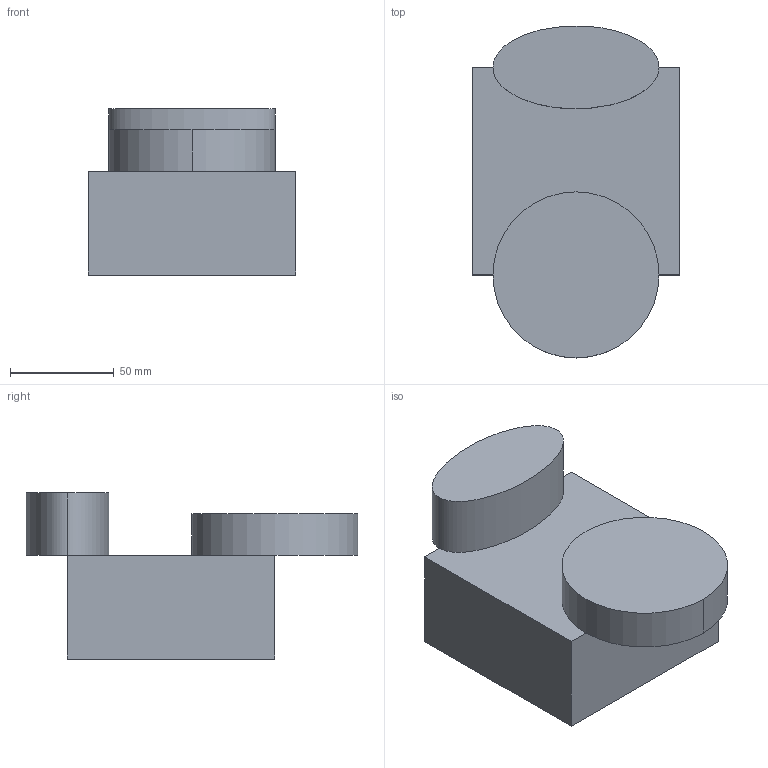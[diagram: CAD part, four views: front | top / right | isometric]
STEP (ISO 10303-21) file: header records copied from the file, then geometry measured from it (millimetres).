
FILE_DESCRIPTION((''),'2;1');
FILE_NAME('FFF_ASM','2017-09-12T',('user'),(''),'CREO PARAMETRIC BY PTC INC, 2014350','CREO PARAMETRIC BY PTC INC, 2014350','');
FILE_SCHEMA(('CONFIG_CONTROL_DESIGN'));
Length unit declared in the file: millimetre
Products named in the file (4): 001; 002; 003; FFF_ASM
Assembly tree (3 placements, depth 2):
  FFF_ASM
    001
    002
    003
Bounding box: 100 x 159.9 x 80 mm (x, y, z)
Volume: 675930.1 mm3; surface area: 65919.4 mm2
Topology: 3 solids, 3 shells, 14 faces, 24 edges, 16 vertices
Faces by surface type: plane 10, cylinder 2, extrusion 2
Entity records: 768 total; most frequent: CARTESIAN_POINT 153, COLOUR_RGB 139, DIRECTION 68, ORIENTED_EDGE 48, PRESENTATION_STYLE_ASSIGNMENT 27, STYLED_ITEM 27, AXIS2_PLACEMENT_3D 25, CURVE_STYLE 24
